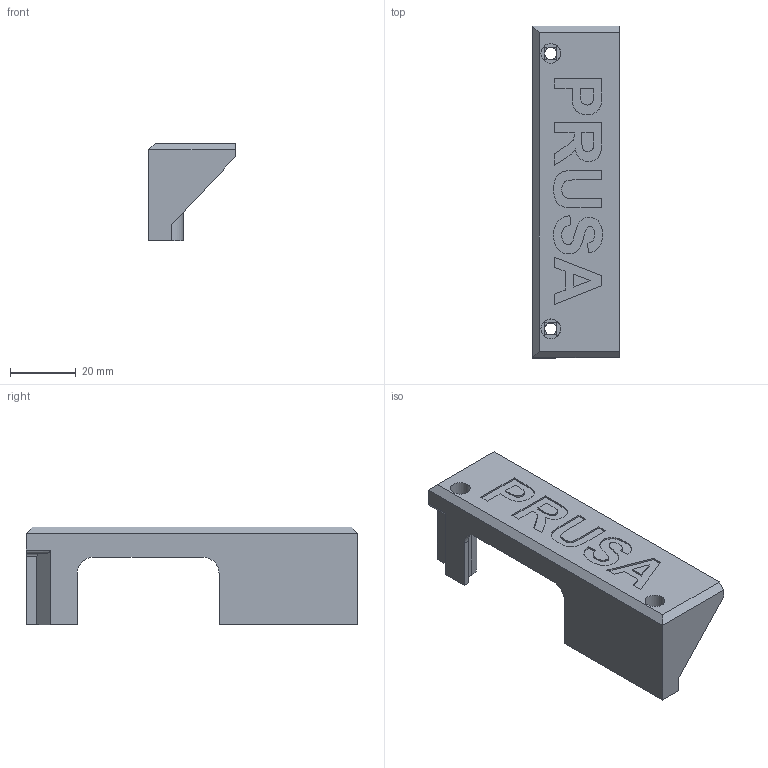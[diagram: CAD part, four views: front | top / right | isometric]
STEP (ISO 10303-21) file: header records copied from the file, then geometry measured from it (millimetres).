
FILE_DESCRIPTION(/* description */ (''),/* implementation_level */ '2;1');
FILE_NAME(/* name */ 'PSU_COVER_DELTA.step',/* time_stamp */ '2019-02-21T11:56:44+01:00',/* author */ (''),/* organization */ (''),/* preprocessor_version */ 'ST-DEVELOPER v17.2',/* originating_system */ 'Autodesk Translation Framework v7.6.0.251',/* authorisation */ '');
FILE_SCHEMA (('AUTOMOTIVE_DESIGN { 1 0 10303 214 3 1 1 }'));
Length unit declared in the file: millimetre
Products named in the file (1): PSU_COVER_DELTA
Bounding box: 26.3 x 100.6 x 29.7 mm (x, y, z)
Volume: 12463.7 mm3; surface area: 12617.6 mm2
Topology: 1 solids, 1 shells, 189 faces, 519 edges, 342 vertices
Faces by surface type: plane 106, bspline 71, cylinder 12
Full cylindrical faces by diameter (mm): 3.6 x2, 5.6 x2, 6 x2
Entity records: 6646 total; most frequent: CARTESIAN_POINT 2258, ORIENTED_EDGE 1038, DIRECTION 653, EDGE_CURVE 519, VERTEX_POINT 342, LINE 339, VECTOR 339, EDGE_LOOP 203
